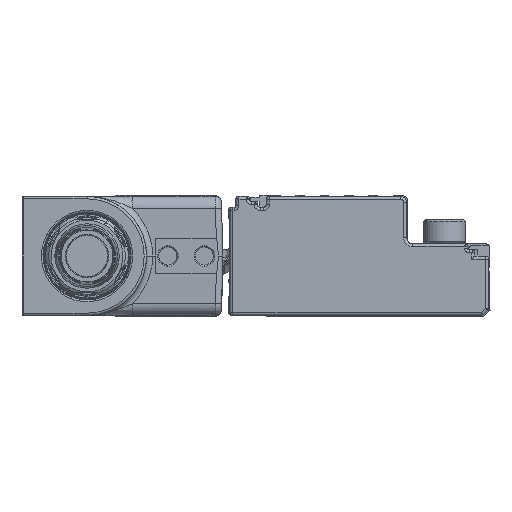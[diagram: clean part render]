
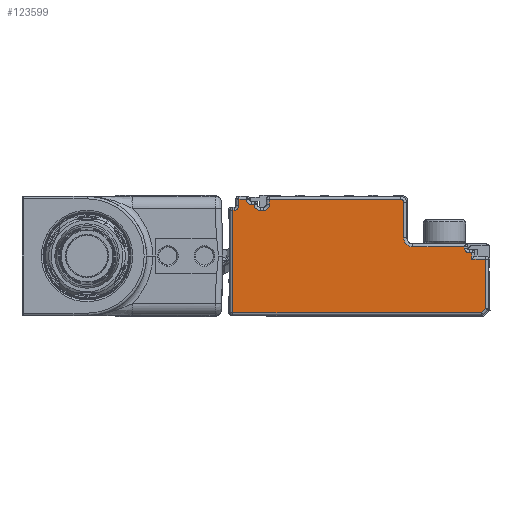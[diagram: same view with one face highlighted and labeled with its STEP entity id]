
A CAD part, left-side view. The second image highlights one B-rep face of the part: STEP entity #123599.
In plain terms, the highlighted planar face has unit normal (-1, 0, 0).
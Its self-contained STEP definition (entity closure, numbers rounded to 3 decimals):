
#123433=AXIS2_PLACEMENT_3D('Plane Axis2P3D',#123430,#123431,#123432) ;
#123453=AXIS2_PLACEMENT_3D('Circle Axis2P3D',#123451,#123452,$) ;
#123474=AXIS2_PLACEMENT_3D('Circle Axis2P3D',#123472,#123473,$) ;
#123488=AXIS2_PLACEMENT_3D('Circle Axis2P3D',#123486,#123487,$) ;
#123509=AXIS2_PLACEMENT_3D('Circle Axis2P3D',#123507,#123508,$) ;
#123523=AXIS2_PLACEMENT_3D('Circle Axis2P3D',#123521,#123522,$) ;
#123537=AXIS2_PLACEMENT_3D('Circle Axis2P3D',#123535,#123536,$) ;
#123558=AXIS2_PLACEMENT_3D('Circle Axis2P3D',#123556,#123557,$) ;
#123136=CARTESIAN_POINT('Vertex',(-178.,42.3,-7.3)) ;
#123139=CARTESIAN_POINT('Line Origine',(-178.,42.3,2.)) ;
#123143=CARTESIAN_POINT('Vertex',(-178.,42.3,9.5)) ;
#123183=CARTESIAN_POINT('Vertex',(-178.,1.407,-7.3)) ;
#123186=CARTESIAN_POINT('Line Origine',(-178.,23.168,-7.3)) ;
#123223=CARTESIAN_POINT('Vertex',(-178.,0.7,-6.593)) ;
#123226=CARTESIAN_POINT('Line Origine',(-178.,-1.246,-4.646)) ;
#123263=CARTESIAN_POINT('Vertex',(-178.,0.7,1.5)) ;
#123266=CARTESIAN_POINT('Line Origine',(-178.,0.7,2.)) ;
#123430=CARTESIAN_POINT('Axis2P3D Location',(-178.,0.2,-7.8)) ;
#123435=CARTESIAN_POINT('Line Origine',(-178.,3.,2.)) ;
#123439=CARTESIAN_POINT('Vertex',(-178.,3.,1.5)) ;
#123441=CARTESIAN_POINT('Vertex',(-178.,3.,2.5)) ;
#123444=CARTESIAN_POINT('Line Origine',(-178.,3.2,2.5)) ;
#123448=CARTESIAN_POINT('Vertex',(-178.,3.4,2.5)) ;
#123451=CARTESIAN_POINT('Axis2P3D Location',(-178.,3.4,3.3)) ;
#123455=CARTESIAN_POINT('Vertex',(-178.,4.2,3.3)) ;
#123458=CARTESIAN_POINT('Line Origine',(-178.,4.2,3.4)) ;
#123462=CARTESIAN_POINT('Vertex',(-178.,4.2,3.5)) ;
#123465=CARTESIAN_POINT('Line Origine',(-178.,8.45,3.5)) ;
#123469=CARTESIAN_POINT('Vertex',(-178.,12.7,3.5)) ;
#123472=CARTESIAN_POINT('Axis2P3D Location',(-178.,12.7,5.)) ;
#123476=CARTESIAN_POINT('Vertex',(-178.,14.2,5.)) ;
#123479=CARTESIAN_POINT('Line Origine',(-178.,14.2,7.9)) ;
#123483=CARTESIAN_POINT('Vertex',(-178.,14.2,10.8)) ;
#123486=CARTESIAN_POINT('Axis2P3D Location',(-178.,14.7,10.8)) ;
#123490=CARTESIAN_POINT('Vertex',(-178.,14.7,11.3)) ;
#123493=CARTESIAN_POINT('Line Origine',(-178.,25.5,11.3)) ;
#123497=CARTESIAN_POINT('Vertex',(-178.,36.3,11.3)) ;
#123500=CARTESIAN_POINT('Line Origine',(-178.,36.3,10.9)) ;
#123504=CARTESIAN_POINT('Vertex',(-178.,36.3,10.5)) ;
#123507=CARTESIAN_POINT('Axis2P3D Location',(-178.,37.3,10.5)) ;
#123511=CARTESIAN_POINT('Vertex',(-178.,37.3,9.5)) ;
#123514=CARTESIAN_POINT('Line Origine',(-178.,37.55,9.5)) ;
#123518=CARTESIAN_POINT('Vertex',(-178.,37.8,9.5)) ;
#123521=CARTESIAN_POINT('Axis2P3D Location',(-178.,37.8,10.5)) ;
#123525=CARTESIAN_POINT('Vertex',(-178.,38.8,10.5)) ;
#123528=CARTESIAN_POINT('Line Origine',(-178.,39.05,10.5)) ;
#123532=CARTESIAN_POINT('Vertex',(-178.,39.3,10.5)) ;
#123535=CARTESIAN_POINT('Axis2P3D Location',(-178.,39.3,11.3)) ;
#123539=CARTESIAN_POINT('Vertex',(-178.,40.1,11.3)) ;
#123542=CARTESIAN_POINT('Line Origine',(-178.,40.7,11.3)) ;
#123546=CARTESIAN_POINT('Vertex',(-178.,41.3,11.3)) ;
#123549=CARTESIAN_POINT('Line Origine',(-178.,41.3,10.8)) ;
#123553=CARTESIAN_POINT('Vertex',(-178.,41.3,10.3)) ;
#123556=CARTESIAN_POINT('Axis2P3D Location',(-178.,42.1,10.3)) ;
#123560=CARTESIAN_POINT('Vertex',(-178.,42.1,9.5)) ;
#123563=CARTESIAN_POINT('Line Origine',(-178.,42.2,9.5)) ;
#123568=CARTESIAN_POINT('Line Origine',(-178.,1.85,1.5)) ;
#123140=DIRECTION('Vector Direction',(0.,0.,1.)) ;
#123187=DIRECTION('Vector Direction',(0.,1.,0.)) ;
#123227=DIRECTION('Vector Direction',(0.,0.707,-0.707)) ;
#123267=DIRECTION('Vector Direction',(0.,0.,-1.)) ;
#123431=DIRECTION('Axis2P3D Direction',(-1.,0.,0.)) ;
#123432=DIRECTION('Axis2P3D XDirection',(0.,0.,1.)) ;
#123436=DIRECTION('Vector Direction',(0.,0.,1.)) ;
#123445=DIRECTION('Vector Direction',(0.,1.,0.)) ;
#123452=DIRECTION('Axis2P3D Direction',(-1.,0.,0.)) ;
#123459=DIRECTION('Vector Direction',(0.,0.,-1.)) ;
#123466=DIRECTION('Vector Direction',(0.,1.,0.)) ;
#123473=DIRECTION('Axis2P3D Direction',(-1.,0.,0.)) ;
#123480=DIRECTION('Vector Direction',(0.,0.,1.)) ;
#123487=DIRECTION('Axis2P3D Direction',(-1.,0.,0.)) ;
#123494=DIRECTION('Vector Direction',(0.,1.,0.)) ;
#123501=DIRECTION('Vector Direction',(0.,0.,-1.)) ;
#123508=DIRECTION('Axis2P3D Direction',(-1.,0.,0.)) ;
#123515=DIRECTION('Vector Direction',(0.,1.,0.)) ;
#123522=DIRECTION('Axis2P3D Direction',(-1.,0.,0.)) ;
#123529=DIRECTION('Vector Direction',(0.,-1.,0.)) ;
#123536=DIRECTION('Axis2P3D Direction',(-1.,0.,0.)) ;
#123543=DIRECTION('Vector Direction',(0.,1.,0.)) ;
#123550=DIRECTION('Vector Direction',(0.,0.,-1.)) ;
#123557=DIRECTION('Axis2P3D Direction',(-1.,0.,0.)) ;
#123564=DIRECTION('Vector Direction',(0.,1.,0.)) ;
#123569=DIRECTION('Vector Direction',(0.,1.,0.)) ;
#123141=VECTOR('Line Direction',#123140,1.) ;
#123188=VECTOR('Line Direction',#123187,1.) ;
#123228=VECTOR('Line Direction',#123227,1.) ;
#123268=VECTOR('Line Direction',#123267,1.) ;
#123437=VECTOR('Line Direction',#123436,1.) ;
#123446=VECTOR('Line Direction',#123445,1.) ;
#123460=VECTOR('Line Direction',#123459,1.) ;
#123467=VECTOR('Line Direction',#123466,1.) ;
#123481=VECTOR('Line Direction',#123480,1.) ;
#123495=VECTOR('Line Direction',#123494,1.) ;
#123502=VECTOR('Line Direction',#123501,1.) ;
#123516=VECTOR('Line Direction',#123515,1.) ;
#123530=VECTOR('Line Direction',#123529,1.) ;
#123544=VECTOR('Line Direction',#123543,1.) ;
#123551=VECTOR('Line Direction',#123550,1.) ;
#123565=VECTOR('Line Direction',#123564,1.) ;
#123570=VECTOR('Line Direction',#123569,1.) ;
#123574=ORIENTED_EDGE('',*,*,#123443,.T.) ;
#123575=ORIENTED_EDGE('',*,*,#123450,.T.) ;
#123576=ORIENTED_EDGE('',*,*,#123457,.T.) ;
#123577=ORIENTED_EDGE('',*,*,#123464,.T.) ;
#123578=ORIENTED_EDGE('',*,*,#123471,.T.) ;
#123579=ORIENTED_EDGE('',*,*,#123478,.T.) ;
#123580=ORIENTED_EDGE('',*,*,#123485,.T.) ;
#123581=ORIENTED_EDGE('',*,*,#123492,.T.) ;
#123582=ORIENTED_EDGE('',*,*,#123499,.T.) ;
#123583=ORIENTED_EDGE('',*,*,#123506,.T.) ;
#123584=ORIENTED_EDGE('',*,*,#123513,.T.) ;
#123585=ORIENTED_EDGE('',*,*,#123520,.T.) ;
#123586=ORIENTED_EDGE('',*,*,#123527,.T.) ;
#123587=ORIENTED_EDGE('',*,*,#123534,.T.) ;
#123588=ORIENTED_EDGE('',*,*,#123541,.T.) ;
#123589=ORIENTED_EDGE('',*,*,#123548,.T.) ;
#123590=ORIENTED_EDGE('',*,*,#123555,.T.) ;
#123591=ORIENTED_EDGE('',*,*,#123562,.T.) ;
#123592=ORIENTED_EDGE('',*,*,#123567,.T.) ;
#123593=ORIENTED_EDGE('',*,*,#123145,.T.) ;
#123594=ORIENTED_EDGE('',*,*,#123190,.T.) ;
#123595=ORIENTED_EDGE('',*,*,#123230,.T.) ;
#123596=ORIENTED_EDGE('',*,*,#123270,.T.) ;
#123597=ORIENTED_EDGE('',*,*,#123572,.T.) ;
#123599=ADVANCED_FACE('\X2\FF8AFF9FFF70FF82\X0\ \X2\FF8EFF9EFF83FF9EFF68FF70\X0\',(#123598),#123434,.T.) ;
#123454=CIRCLE('generated circle',#123453,0.8) ;
#123475=CIRCLE('generated circle',#123474,1.5) ;
#123489=CIRCLE('generated circle',#123488,0.5) ;
#123510=CIRCLE('generated circle',#123509,1.) ;
#123524=CIRCLE('generated circle',#123523,1.) ;
#123538=CIRCLE('generated circle',#123537,0.8) ;
#123559=CIRCLE('generated circle',#123558,0.8) ;
#123145=EDGE_CURVE('',#123144,#123137,#123142,.F.) ;
#123190=EDGE_CURVE('',#123137,#123184,#123189,.F.) ;
#123230=EDGE_CURVE('',#123184,#123224,#123229,.F.) ;
#123270=EDGE_CURVE('',#123224,#123264,#123269,.F.) ;
#123443=EDGE_CURVE('',#123440,#123442,#123438,.T.) ;
#123450=EDGE_CURVE('',#123442,#123449,#123447,.T.) ;
#123457=EDGE_CURVE('',#123449,#123456,#123454,.F.) ;
#123464=EDGE_CURVE('',#123456,#123463,#123461,.F.) ;
#123471=EDGE_CURVE('',#123463,#123470,#123468,.T.) ;
#123478=EDGE_CURVE('',#123470,#123477,#123475,.F.) ;
#123485=EDGE_CURVE('',#123477,#123484,#123482,.T.) ;
#123492=EDGE_CURVE('',#123484,#123491,#123489,.T.) ;
#123499=EDGE_CURVE('',#123491,#123498,#123496,.T.) ;
#123506=EDGE_CURVE('',#123498,#123505,#123503,.T.) ;
#123513=EDGE_CURVE('',#123505,#123512,#123510,.F.) ;
#123520=EDGE_CURVE('',#123512,#123519,#123517,.T.) ;
#123527=EDGE_CURVE('',#123519,#123526,#123524,.F.) ;
#123534=EDGE_CURVE('',#123526,#123533,#123531,.F.) ;
#123541=EDGE_CURVE('',#123533,#123540,#123538,.F.) ;
#123548=EDGE_CURVE('',#123540,#123547,#123545,.T.) ;
#123555=EDGE_CURVE('',#123547,#123554,#123552,.T.) ;
#123562=EDGE_CURVE('',#123554,#123561,#123559,.F.) ;
#123567=EDGE_CURVE('',#123561,#123144,#123566,.T.) ;
#123572=EDGE_CURVE('',#123264,#123440,#123571,.T.) ;
#123573=EDGE_LOOP('',(#123574,#123575,#123576,#123577,#123578,#123579,#123580,#123581,#123582,#123583,#123584,#123585,#123586,#123587,#123588,#123589,#123590,#123591,#123592,#123593,#123594,#123595,#123596,#123597)) ;
#123598=FACE_OUTER_BOUND('',#123573,.T.) ;
#123142=LINE('Line',#123139,#123141) ;
#123189=LINE('Line',#123186,#123188) ;
#123229=LINE('Line',#123226,#123228) ;
#123269=LINE('Line',#123266,#123268) ;
#123438=LINE('Line',#123435,#123437) ;
#123447=LINE('Line',#123444,#123446) ;
#123461=LINE('Line',#123458,#123460) ;
#123468=LINE('Line',#123465,#123467) ;
#123482=LINE('Line',#123479,#123481) ;
#123496=LINE('Line',#123493,#123495) ;
#123503=LINE('Line',#123500,#123502) ;
#123517=LINE('Line',#123514,#123516) ;
#123531=LINE('Line',#123528,#123530) ;
#123545=LINE('Line',#123542,#123544) ;
#123552=LINE('Line',#123549,#123551) ;
#123566=LINE('Line',#123563,#123565) ;
#123571=LINE('Line',#123568,#123570) ;
#123434=PLANE('',#123433) ;
#123137=VERTEX_POINT('',#123136) ;
#123144=VERTEX_POINT('',#123143) ;
#123184=VERTEX_POINT('',#123183) ;
#123224=VERTEX_POINT('',#123223) ;
#123264=VERTEX_POINT('',#123263) ;
#123440=VERTEX_POINT('',#123439) ;
#123442=VERTEX_POINT('',#123441) ;
#123449=VERTEX_POINT('',#123448) ;
#123456=VERTEX_POINT('',#123455) ;
#123463=VERTEX_POINT('',#123462) ;
#123470=VERTEX_POINT('',#123469) ;
#123477=VERTEX_POINT('',#123476) ;
#123484=VERTEX_POINT('',#123483) ;
#123491=VERTEX_POINT('',#123490) ;
#123498=VERTEX_POINT('',#123497) ;
#123505=VERTEX_POINT('',#123504) ;
#123512=VERTEX_POINT('',#123511) ;
#123519=VERTEX_POINT('',#123518) ;
#123526=VERTEX_POINT('',#123525) ;
#123533=VERTEX_POINT('',#123532) ;
#123540=VERTEX_POINT('',#123539) ;
#123547=VERTEX_POINT('',#123546) ;
#123554=VERTEX_POINT('',#123553) ;
#123561=VERTEX_POINT('',#123560) ;
